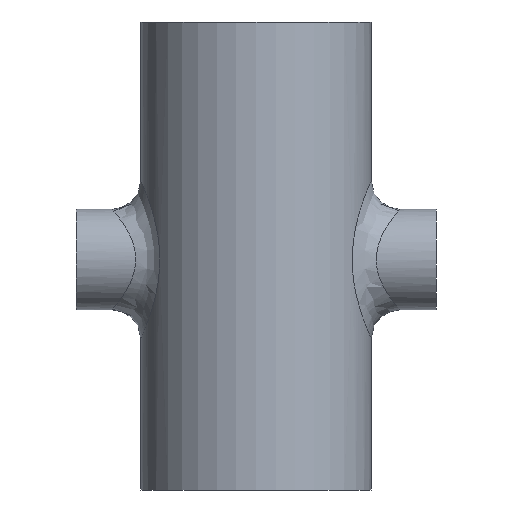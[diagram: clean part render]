
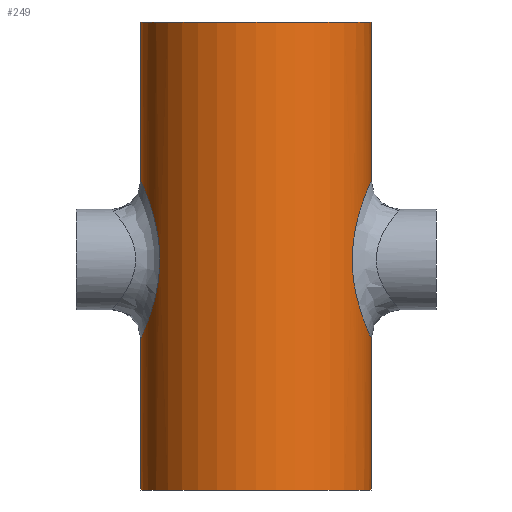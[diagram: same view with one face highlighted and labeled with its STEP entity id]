
A CAD part, front view. The second image highlights one B-rep face of the part: STEP entity #249.
In plain terms, the highlighted cylindrical face has radius 8 mm (diameter 16 mm), a full revolution.
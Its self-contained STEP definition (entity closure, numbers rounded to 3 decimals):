
#24=FACE_BOUND('',#51,.T.);
#34=FACE_OUTER_BOUND('',#50,.T.);
#50=EDGE_LOOP('',(#200,#201,#202,#203,#204,#205,#206,#207,#208));
#51=EDGE_LOOP('',(#209));
#72=B_SPLINE_CURVE_WITH_KNOTS('',3,(#573,#574,#575,#576,#577,#578,#579),
 .UNSPECIFIED.,.F.,.F.,(4,1,1,1,4),(-2.141,-1.988,
-1.835,-1.682,-1.606),.UNSPECIFIED.);
#73=B_SPLINE_CURVE_WITH_KNOTS('',3,(#581,#582,#583,#584,#585,#586,#587,
#588,#589,#590,#591,#592),.UNSPECIFIED.,.F.,.F.,(4,1,1,1,1,1,1,1,1,4),(-1.606,
-1.53,-1.428,-1.224,-1.122,
-1.02,-0.918,-0.765,-0.612,
-0.535),.UNSPECIFIED.);
#74=B_SPLINE_CURVE_WITH_KNOTS('',3,(#593,#594,#595,#596,#597,#598,#599),
 .UNSPECIFIED.,.F.,.F.,(4,1,1,1,4),(-0.535,-0.459,
-0.306,-0.153,0.),.UNSPECIFIED.);
#75=B_SPLINE_CURVE_WITH_KNOTS('',3,(#608,#609,#610,#611,#612,#613,#614,
#615,#616,#617,#618,#619,#620,#621,#622,#623,#624,#625),.UNSPECIFIED.,.T.,
 .F.,(4,1,1,1,1,1,1,1,1,1,1,1,1,1,1,4),(-2.141,-1.988,
-1.835,-1.682,-1.53,-1.377,
-1.224,-1.02,-0.918,-0.816,
-0.714,-0.612,-0.459,-0.306,
-0.153,0.),.UNSPECIFIED.);
#82=LINE('',#603,#91);
#83=LINE('',#605,#92);
#91=VECTOR('',#326,8.);
#92=VECTOR('',#327,8.);
#102=CIRCLE('',#283,8.);
#103=CIRCLE('',#284,8.);
#119=VERTEX_POINT('',#546);
#122=VERTEX_POINT('',#572);
#123=VERTEX_POINT('',#580);
#124=VERTEX_POINT('',#601);
#125=VERTEX_POINT('',#604);
#126=VERTEX_POINT('',#607);
#150=EDGE_CURVE('',#119,#122,#72,.T.);
#151=EDGE_CURVE('',#122,#123,#73,.T.);
#152=EDGE_CURVE('',#123,#119,#74,.T.);
#153=EDGE_CURVE('',#124,#124,#102,.T.);
#154=EDGE_CURVE('',#124,#123,#82,.T.);
#155=EDGE_CURVE('',#122,#125,#83,.T.);
#156=EDGE_CURVE('',#125,#125,#103,.T.);
#157=EDGE_CURVE('',#126,#126,#75,.T.);
#200=ORIENTED_EDGE('',*,*,#153,.F.);
#201=ORIENTED_EDGE('',*,*,#154,.T.);
#202=ORIENTED_EDGE('',*,*,#151,.F.);
#203=ORIENTED_EDGE('',*,*,#155,.T.);
#204=ORIENTED_EDGE('',*,*,#156,.T.);
#205=ORIENTED_EDGE('',*,*,#155,.F.);
#206=ORIENTED_EDGE('',*,*,#150,.F.);
#207=ORIENTED_EDGE('',*,*,#152,.F.);
#208=ORIENTED_EDGE('',*,*,#154,.F.);
#209=ORIENTED_EDGE('',*,*,#157,.F.);
#240=CYLINDRICAL_SURFACE('',#282,8.);
#249=ADVANCED_FACE('',(#34,#24),#240,.T.);
#282=AXIS2_PLACEMENT_3D('',#600,#322,#323);
#283=AXIS2_PLACEMENT_3D('',#602,#324,#325);
#284=AXIS2_PLACEMENT_3D('',#606,#328,#329);
#322=DIRECTION('center_axis',(0.,0.,1.));
#323=DIRECTION('ref_axis',(1.,0.,0.));
#324=DIRECTION('center_axis',(0.,0.,1.));
#325=DIRECTION('ref_axis',(1.,0.,0.));
#326=DIRECTION('',(0.,0.,-1.));
#327=DIRECTION('',(0.,0.,-1.));
#328=DIRECTION('center_axis',(0.,0.,1.));
#329=DIRECTION('ref_axis',(1.,0.,0.));
#546=CARTESIAN_POINT('',(-6.681,4.4,16.));
#572=CARTESIAN_POINT('',(-7.998,0.,10.502));
#573=CARTESIAN_POINT('Ctrl Pts',(-6.681,4.4,16.));
#574=CARTESIAN_POINT('Ctrl Pts',(-6.681,4.4,15.159));
#575=CARTESIAN_POINT('Ctrl Pts',(-6.906,4.079,13.494));
#576=CARTESIAN_POINT('Ctrl Pts',(-7.535,2.853,11.582));
#577=CARTESIAN_POINT('Ctrl Pts',(-7.938,1.347,10.643));
#578=CARTESIAN_POINT('Ctrl Pts',(-7.998,0.337,10.502));
#579=CARTESIAN_POINT('Ctrl Pts',(-7.998,0.,
10.502));
#580=CARTESIAN_POINT('',(-7.999,0.,21.498));
#581=CARTESIAN_POINT('Ctrl Pts',(-7.998,0.,
10.502));
#582=CARTESIAN_POINT('Ctrl Pts',(-7.998,-0.337,10.502));
#583=CARTESIAN_POINT('Ctrl Pts',(-7.951,-1.122,10.611));
#584=CARTESIAN_POINT('Ctrl Pts',(-7.616,-2.671,11.395));
#585=CARTESIAN_POINT('Ctrl Pts',(-7.023,-3.875,13.018));
#586=CARTESIAN_POINT('Ctrl Pts',(-6.671,-4.416,15.144));
#587=CARTESIAN_POINT('Ctrl Pts',(-6.671,-4.417,16.856));
#588=CARTESIAN_POINT('Ctrl Pts',(-6.977,-3.942,18.718));
#589=CARTESIAN_POINT('Ctrl Pts',(-7.534,-2.852,20.419));
#590=CARTESIAN_POINT('Ctrl Pts',(-7.938,-1.348,21.357));
#591=CARTESIAN_POINT('Ctrl Pts',(-7.999,-0.337,21.498));
#592=CARTESIAN_POINT('Ctrl Pts',(-7.999,-0.001,
21.498));
#593=CARTESIAN_POINT('Ctrl Pts',(-7.999,-0.001,
21.498));
#594=CARTESIAN_POINT('Ctrl Pts',(-7.998,0.336,21.498));
#595=CARTESIAN_POINT('Ctrl Pts',(-7.938,1.347,21.357));
#596=CARTESIAN_POINT('Ctrl Pts',(-7.536,2.852,20.418));
#597=CARTESIAN_POINT('Ctrl Pts',(-6.906,4.079,18.507));
#598=CARTESIAN_POINT('Ctrl Pts',(-6.681,4.4,16.841));
#599=CARTESIAN_POINT('Ctrl Pts',(-6.681,4.4,16.));
#600=CARTESIAN_POINT('Origin',(0.,0.,0.));
#601=CARTESIAN_POINT('',(-8.,0.,32.5));
#602=CARTESIAN_POINT('Origin',(0.,0.,32.5));
#603=CARTESIAN_POINT('',(-8.,0.,0.));
#604=CARTESIAN_POINT('',(-8.,0.,0.));
#605=CARTESIAN_POINT('',(-8.,0.,0.));
#606=CARTESIAN_POINT('Origin',(0.,0.,0.));
#607=CARTESIAN_POINT('',(6.681,4.4,16.));
#608=CARTESIAN_POINT('Ctrl Pts',(6.681,4.4,16.));
#609=CARTESIAN_POINT('Ctrl Pts',(6.681,4.4,16.841));
#610=CARTESIAN_POINT('Ctrl Pts',(6.906,4.079,18.506));
#611=CARTESIAN_POINT('Ctrl Pts',(7.535,2.852,20.419));
#612=CARTESIAN_POINT('Ctrl Pts',(8.019,1.047,21.544));
#613=CARTESIAN_POINT('Ctrl Pts',(8.016,-1.049,21.547));
#614=CARTESIAN_POINT('Ctrl Pts',(7.539,-2.849,20.416));
#615=CARTESIAN_POINT('Ctrl Pts',(6.825,-4.222,18.301));
#616=CARTESIAN_POINT('Ctrl Pts',(6.569,-4.56,15.685));
#617=CARTESIAN_POINT('Ctrl Pts',(6.937,-4.008,13.546));
#618=CARTESIAN_POINT('Ctrl Pts',(7.32,-3.274,12.209));
#619=CARTESIAN_POINT('Ctrl Pts',(7.706,-2.258,11.185));
#620=CARTESIAN_POINT('Ctrl Pts',(8.018,-0.813,10.455));
#621=CARTESIAN_POINT('Ctrl Pts',(8.018,1.045,10.455));
#622=CARTESIAN_POINT('Ctrl Pts',(7.535,2.853,11.582));
#623=CARTESIAN_POINT('Ctrl Pts',(6.906,4.079,13.494));
#624=CARTESIAN_POINT('Ctrl Pts',(6.681,4.4,15.159));
#625=CARTESIAN_POINT('Ctrl Pts',(6.681,4.4,16.));
